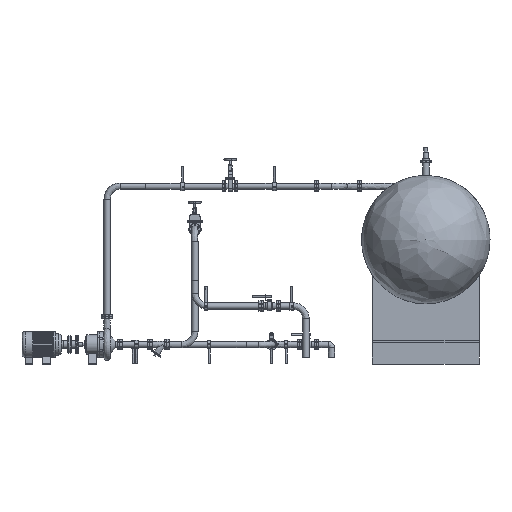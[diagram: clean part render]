
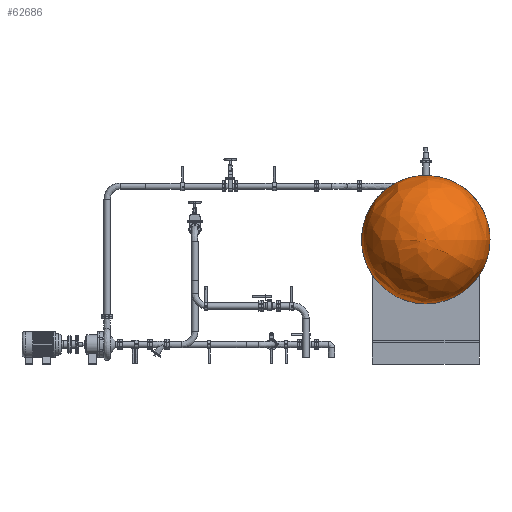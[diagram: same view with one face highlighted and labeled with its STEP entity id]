
A CAD part, front view. The second image highlights one B-rep face of the part: STEP entity #62686.
In plain terms, the highlighted free-form (B-spline) face has degree [2, 2] with [9, 3] control points.
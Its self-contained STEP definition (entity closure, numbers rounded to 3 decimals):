
#61856 = VERTEX_POINT('',#61857);
#61857 = CARTESIAN_POINT('',(9676.006,-3755.967,
    2483.595));
#61862 = EDGE_CURVE('',#61856,#61863,#61865,.T.);
#61863 = VERTEX_POINT('',#61864);
#61864 = CARTESIAN_POINT('',(11076.747,-3755.967,
    5257.991));
#61865 = ( BOUNDED_CURVE() B_SPLINE_CURVE(2,(#61866,#61867,#61868),
.UNSPECIFIED.,.F.,.F.) B_SPLINE_CURVE_WITH_KNOTS((3,3),(5.697,
7.804),.PIECEWISE_BEZIER_KNOTS.) CURVE() 
GEOMETRIC_REPRESENTATION_ITEM() RATIONAL_B_SPLINE_CURVE((1.,
0.495,1.)) REPRESENTATION_ITEM('') );
#61866 = CARTESIAN_POINT('',(9676.006,-3755.967,
    2483.595));
#61867 = CARTESIAN_POINT('',(7939.849,-3755.967,
    5100.95));
#61868 = CARTESIAN_POINT('',(11076.747,-3755.967,
    5257.991));
#61871 = VERTEX_POINT('',#61872);
#61872 = CARTESIAN_POINT('',(11255.565,-3755.967,
    5257.991));
#61909 = EDGE_CURVE('',#61871,#61910,#61912,.T.);
#61910 = VERTEX_POINT('',#61911);
#61911 = CARTESIAN_POINT('',(12954.335,-3755.967,
    3472.049));
#61912 = ( BOUNDED_CURVE() B_SPLINE_CURVE(2,(#61913,#61914,#61915),
.UNSPECIFIED.,.F.,.F.) B_SPLINE_CURVE_WITH_KNOTS((3,3),(1.621,
3.142),.PIECEWISE_BEZIER_KNOTS.) CURVE() 
GEOMETRIC_REPRESENTATION_ITEM() RATIONAL_B_SPLINE_CURVE((1.,
0.725,1.)) REPRESENTATION_ITEM('') );
#61913 = CARTESIAN_POINT('',(11255.565,-3755.967,
    5257.991));
#61914 = CARTESIAN_POINT('',(12954.335,-3755.967,
    5172.947));
#61915 = CARTESIAN_POINT('',(12954.335,-3755.967,
    3472.049));
#61952 = EDGE_CURVE('',#61910,#61953,#61955,.T.);
#61953 = VERTEX_POINT('',#61954);
#61954 = CARTESIAN_POINT('',(12656.305,-3755.967,
    2483.595));
#61955 = ( BOUNDED_CURVE() B_SPLINE_CURVE(2,(#61956,#61957,#61958),
.UNSPECIFIED.,.F.,.F.) B_SPLINE_CURVE_WITH_KNOTS((3,3),(3.142,
3.727),.PIECEWISE_BEZIER_KNOTS.) CURVE() 
GEOMETRIC_REPRESENTATION_ITEM() RATIONAL_B_SPLINE_CURVE((1.,
0.957,1.)) REPRESENTATION_ITEM('') );
#61956 = CARTESIAN_POINT('',(12954.335,-3755.967,
    3472.049));
#61957 = CARTESIAN_POINT('',(12954.335,-3755.967,
    2932.892));
#61958 = CARTESIAN_POINT('',(12656.305,-3755.967,
    2483.595));
#62403 = EDGE_CURVE('',#61953,#61856,#62404,.T.);
#62404 = ( BOUNDED_CURVE() B_SPLINE_CURVE(2,(#62405,#62406,#62407),
.UNSPECIFIED.,.F.,.F.) B_SPLINE_CURVE_WITH_KNOTS((3,3),(3.727,
5.697),.PIECEWISE_BEZIER_KNOTS.) CURVE() 
GEOMETRIC_REPRESENTATION_ITEM() RATIONAL_B_SPLINE_CURVE((1.,
0.553,1.)) REPRESENTATION_ITEM('') );
#62405 = CARTESIAN_POINT('',(12656.305,-3755.967,
    2483.595));
#62406 = CARTESIAN_POINT('',(11166.156,-3755.967,
    237.11));
#62407 = CARTESIAN_POINT('',(9676.006,-3755.967,
    2483.595));
#62548 = EDGE_CURVE('',#61871,#61863,#62549,.T.);
#62549 = ( BOUNDED_CURVE() B_SPLINE_CURVE(2,(#62550,#62551,#62552,#62553
,#62554),.UNSPECIFIED.,.F.,.F.) B_SPLINE_CURVE_WITH_KNOTS((3,2,3),(
    3.142,4.712,6.283),
.PIECEWISE_BEZIER_KNOTS.) CURVE() GEOMETRIC_REPRESENTATION_ITEM() 
RATIONAL_B_SPLINE_CURVE((1.,0.707,1.,0.707,1.)) 
REPRESENTATION_ITEM('') );
#62550 = CARTESIAN_POINT('',(11255.565,-3755.967,
    5257.991));
#62551 = CARTESIAN_POINT('',(11255.565,-3845.376,
    5257.991));
#62552 = CARTESIAN_POINT('',(11166.156,-3845.376,
    5257.991));
#62553 = CARTESIAN_POINT('',(11076.747,-3845.376,
    5257.991));
#62554 = CARTESIAN_POINT('',(11076.747,-3755.967,
    5257.991));
#62686 = ADVANCED_FACE('',(#62687),#62703,.T.);
#62687 = FACE_BOUND('',#62688,.T.);
#62688 = EDGE_LOOP('',(#62689,#62690,#62691,#62692,#62693,#62701,#62702)
  );
#62689 = ORIENTED_EDGE('',*,*,#62548,.T.);
#62690 = ORIENTED_EDGE('',*,*,#61862,.F.);
#62691 = ORIENTED_EDGE('',*,*,#62403,.F.);
#62692 = ORIENTED_EDGE('',*,*,#61952,.F.);
#62693 = ORIENTED_EDGE('',*,*,#62694,.T.);
#62694 = EDGE_CURVE('',#61910,#62695,#62697,.T.);
#62695 = VERTEX_POINT('',#62696);
#62696 = CARTESIAN_POINT('',(11166.156,-5544.146,
    3472.049));
#62697 = ( BOUNDED_CURVE() B_SPLINE_CURVE(2,(#62698,#62699,#62700),
.UNSPECIFIED.,.F.,.F.) B_SPLINE_CURVE_WITH_KNOTS((3,3),(0.,
1.571),.PIECEWISE_BEZIER_KNOTS.) CURVE() 
GEOMETRIC_REPRESENTATION_ITEM() RATIONAL_B_SPLINE_CURVE((1.,
0.707,1.)) REPRESENTATION_ITEM('') );
#62698 = CARTESIAN_POINT('',(12954.335,-3755.967,
    3472.049));
#62699 = CARTESIAN_POINT('',(12954.335,-5544.146,
    3472.049));
#62700 = CARTESIAN_POINT('',(11166.156,-5544.146,
    3472.049));
#62701 = ORIENTED_EDGE('',*,*,#62694,.F.);
#62702 = ORIENTED_EDGE('',*,*,#61909,.F.);
#62703 = ( BOUNDED_SURFACE() B_SPLINE_SURFACE(2,2,(
    (#62704,#62705,#62706)
    ,(#62707,#62708,#62709)
    ,(#62710,#62711,#62712)
    ,(#62713,#62714,#62715)
    ,(#62716,#62717,#62718)
    ,(#62719,#62720,#62721)
    ,(#62722,#62723,#62724)
    ,(#62725,#62726,#62727)
    ,(#62728,#62729,#62730
)),.UNSPECIFIED.,.T.,.F.,.F.) B_SPLINE_SURFACE_WITH_KNOTS((3,2,2,2,3),(3
    ,3),(-3.142,-2.094,0.,2.094,3.142)
,(-1.571,0.),.UNSPECIFIED.) GEOMETRIC_REPRESENTATION_ITEM() 
RATIONAL_B_SPLINE_SURFACE((
    (0.75,0.53,0.75)
    ,(0.75,0.53,0.75)
    ,(1.,0.707,1.)
    ,(0.5,0.354,0.5)
    ,(1.,0.707,1.)
    ,(0.5,0.354,0.5)
    ,(1.,0.707,1.)
    ,(0.75,0.53,0.75)
,(0.75,0.53,0.75))) REPRESENTATION_ITEM('') SURFACE() );
#62704 = CARTESIAN_POINT('',(11166.156,-5544.146,
    3472.049));
#62705 = CARTESIAN_POINT('',(12954.335,-5544.146,
    3472.049));
#62706 = CARTESIAN_POINT('',(12954.335,-3755.967,
    3472.049));
#62707 = CARTESIAN_POINT('',(11166.156,-5544.146,
    3472.049));
#62708 = CARTESIAN_POINT('',(12954.335,-5544.146,
    2439.643));
#62709 = CARTESIAN_POINT('',(12954.335,-3755.967,
    2439.643));
#62710 = CARTESIAN_POINT('',(11166.156,-5544.146,
    3472.049));
#62711 = CARTESIAN_POINT('',(12060.245,-5544.146,
    1923.44));
#62712 = CARTESIAN_POINT('',(12060.245,-3755.967,
    1923.44));
#62713 = CARTESIAN_POINT('',(11166.156,-5544.146,
    3472.049));
#62714 = CARTESIAN_POINT('',(9377.976,-5544.146,
    374.831));
#62715 = CARTESIAN_POINT('',(9377.976,-3755.967,
    374.831));
#62716 = CARTESIAN_POINT('',(11166.156,-5544.146,
    3472.049));
#62717 = CARTESIAN_POINT('',(9377.976,-5544.146,
    3472.049));
#62718 = CARTESIAN_POINT('',(9377.976,-3755.967,
    3472.049));
#62719 = CARTESIAN_POINT('',(11166.156,-5544.146,
    3472.049));
#62720 = CARTESIAN_POINT('',(9377.976,-5544.146,
    6569.266));
#62721 = CARTESIAN_POINT('',(9377.976,-3755.967,
    6569.266));
#62722 = CARTESIAN_POINT('',(11166.156,-5544.146,
    3472.049));
#62723 = CARTESIAN_POINT('',(12060.245,-5544.146,
    5020.657));
#62724 = CARTESIAN_POINT('',(12060.245,-3755.967,
    5020.657));
#62725 = CARTESIAN_POINT('',(11166.156,-5544.146,
    3472.049));
#62726 = CARTESIAN_POINT('',(12954.335,-5544.146,
    4504.455));
#62727 = CARTESIAN_POINT('',(12954.335,-3755.967,
    4504.455));
#62728 = CARTESIAN_POINT('',(11166.156,-5544.146,
    3472.049));
#62729 = CARTESIAN_POINT('',(12954.335,-5544.146,
    3472.049));
#62730 = CARTESIAN_POINT('',(12954.335,-3755.967,
    3472.049));
